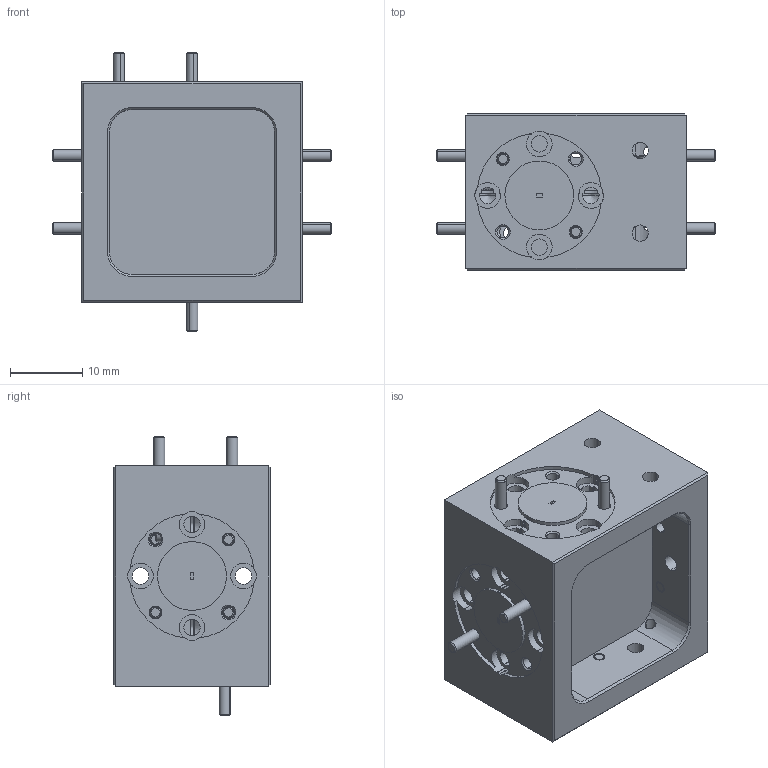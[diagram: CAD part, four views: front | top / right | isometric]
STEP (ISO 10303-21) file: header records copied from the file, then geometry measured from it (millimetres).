
FILE_DESCRIPTION (( 'STEP AP214' ), '1' );
FILE_NAME ('WD-DB-03-A, Defeatured.STEP', '2022-08-16T22:06:22', ( '' ), ( '' ), 'SwSTEP 2.0', 'SolidWorks 2021', '' );
FILE_SCHEMA (( 'AUTOMOTIVE_DESIGN' ));
Length unit declared in the file: inch
Products named in the file (1): WD-DB-03-A, Defeatured
Bounding box: 38.73 x 21.67 x 38.73 mm (x, y, z)
Volume: 11882.3 mm3; surface area: 7837.1 mm2
Topology: 38 solids, 38 shells, 1328 faces, 2937 edges, 1767 vertices
Faces by surface type: plane 570, cone 416, cylinder 326, bspline 16
Entity records: 53454 total; most frequent: CARTESIAN_POINT 8587, DIRECTION 6310, ORIENTED_EDGE 5862, EDGE_CURVE 2931, AXIS2_PLACEMENT_3D 2380, VERTEX_POINT 1767, LINE 1550, VECTOR 1550
